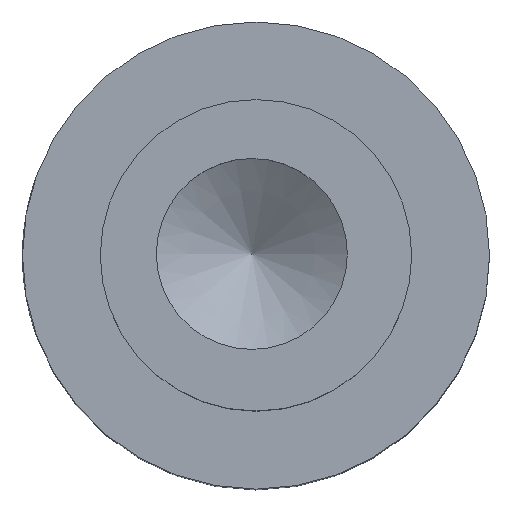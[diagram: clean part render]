
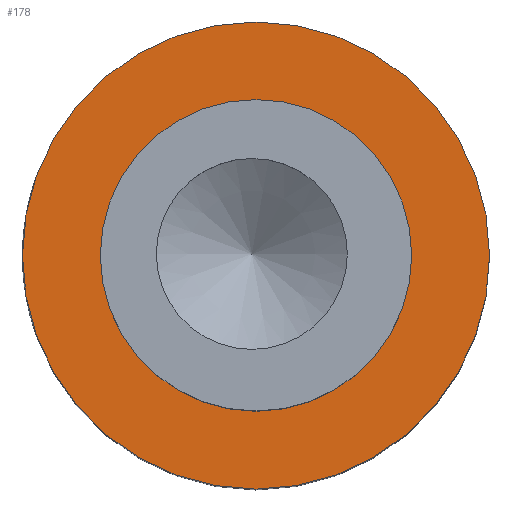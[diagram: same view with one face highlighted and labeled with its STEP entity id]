
A CAD part, top view. The second image highlights one B-rep face of the part: STEP entity #178.
In plain terms, the highlighted planar face has unit normal (0, 0, 1).
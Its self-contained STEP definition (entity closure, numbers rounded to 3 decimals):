
#16=FACE_BOUND('',#50,.T.);
#24=PLANE('',#212);
#35=FACE_OUTER_BOUND('',#49,.T.);
#49=EDGE_LOOP('',(#147));
#50=EDGE_LOOP('',(#148));
#64=CIRCLE('',#211,20.);
#65=CIRCLE('',#213,30.);
#96=VERTEX_POINT('',#346);
#97=VERTEX_POINT('',#350);
#114=EDGE_CURVE('',#96,#96,#64,.T.);
#116=EDGE_CURVE('',#97,#97,#65,.T.);
#147=ORIENTED_EDGE('',*,*,#116,.F.);
#148=ORIENTED_EDGE('',*,*,#114,.T.);
#178=ADVANCED_FACE('',(#35,#16),#24,.T.);
#211=AXIS2_PLACEMENT_3D('',#347,#255,#256);
#212=AXIS2_PLACEMENT_3D('',#349,#258,#259);
#213=AXIS2_PLACEMENT_3D('',#351,#260,#261);
#255=DIRECTION('center_axis',(0.,0.,-1.));
#256=DIRECTION('ref_axis',(1.,0.,0.));
#258=DIRECTION('center_axis',(0.,0.,1.));
#259=DIRECTION('ref_axis',(1.,0.,0.));
#260=DIRECTION('center_axis',(0.,0.,-1.));
#261=DIRECTION('ref_axis',(1.,0.,0.));
#346=CARTESIAN_POINT('',(0.,-20.,40.));
#347=CARTESIAN_POINT('Origin',(0.,0.,40.));
#349=CARTESIAN_POINT('Origin',(0.,30.,40.));
#350=CARTESIAN_POINT('',(0.,-30.,40.));
#351=CARTESIAN_POINT('Origin',(0.,0.,40.));
